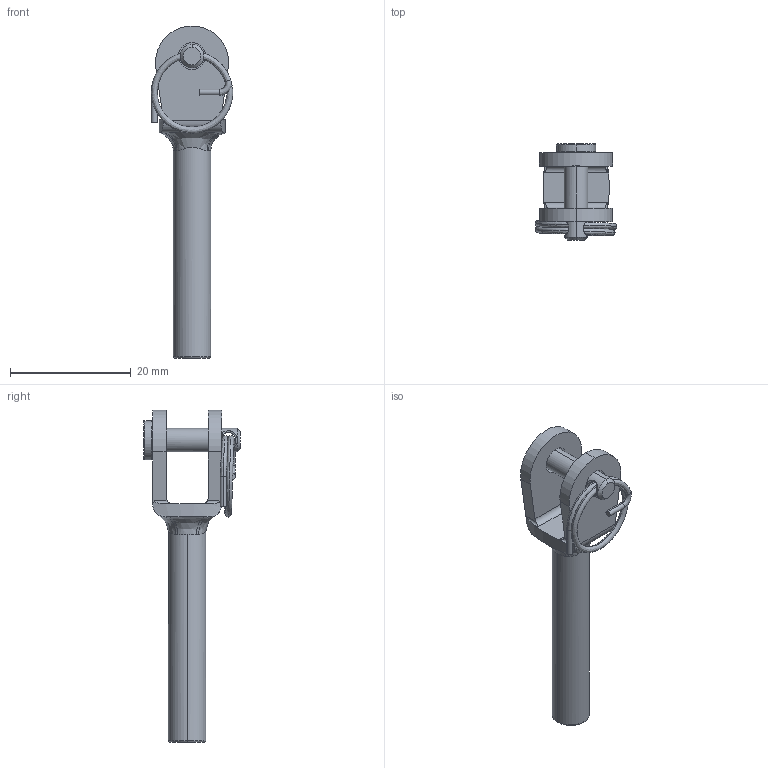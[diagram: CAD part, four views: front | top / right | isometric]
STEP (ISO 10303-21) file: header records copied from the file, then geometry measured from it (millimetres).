
FILE_DESCRIPTION (( 'STEP AP203' ), '1' );
FILE_NAME ('100057004.STEP', '2018-06-15T07:32:56', ( '' ), ( '' ), 'SwSTEP 2.0', 'SolidWorks 2015', '' );
FILE_SCHEMA (( 'CONFIG_CONTROL_DESIGN' ));
Length unit declared in the file: millimetre
Products named in the file (4): 100057004; 10005700X Teil3_100057004 Teil2; 10005700X Teil1_100057004 Teil1; 10005700X Teil2_100057004 Teil2
Assembly tree (3 placements, depth 2):
  100057004
    10005700X Teil1_100057004 Teil1
    10005700X Teil2_100057004 Teil2
    10005700X Teil3_100057004 Teil2
Bounding box: 13.48 x 16 x 55 mm (x, y, z)
Volume: 2052 mm3; surface area: 2575.6 mm2
Topology: 3 solids, 3 shells, 307 faces, 827 edges, 533 vertices
Faces by surface type: bspline 113, plane 104, cylinder 74, torus 10, cone 6
Entity records: 18476 total; most frequent: CARTESIAN_POINT 11233, ORIENTED_EDGE 1650, DIRECTION 1073, EDGE_CURVE 825, VERTEX_POINT 533, AXIS2_PLACEMENT_3D 360, VECTOR 353, LINE 353
